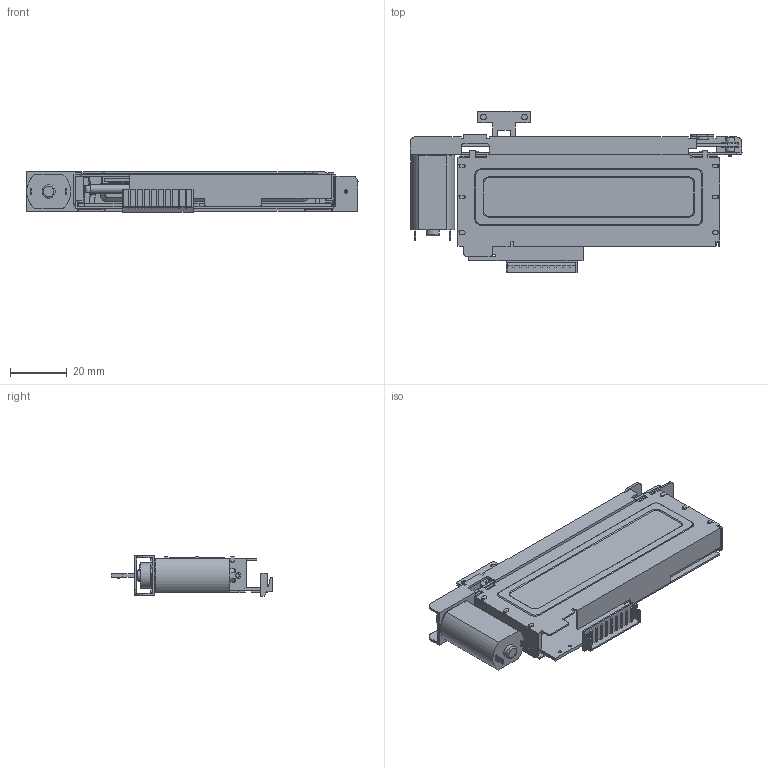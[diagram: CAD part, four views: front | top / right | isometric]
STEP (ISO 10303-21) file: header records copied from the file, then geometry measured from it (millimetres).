
FILE_DESCRIPTION((''),'2;1');
FILE_NAME('PSP60-082A-RC.stp','2019-10-25T15:19:46',('kak13012'),(''),'Autodesk Inventor 2010','Autodesk Inventor 2010','');
FILE_SCHEMA(('AUTOMOTIVE_DESIGN { 1 0 10303 214 1 1 1 1 }'));
Length unit declared in the file: millimetre
Products named in the file (1): PSP60-082A-RC
Bounding box: 117 x 56.81 x 14.32 mm (x, y, z)
Volume: 18960 mm3; surface area: 30228.6 mm2
Topology: 1 solids, 8 shells, 1013 faces, 3022 edges, 1953 vertices
Faces by surface type: plane 735, cylinder 181, bspline 68, cone 22, torus 7
Full cylindrical faces by diameter (mm): 0.6 x1, 1 x2, 1.2 x2, 1.4 x1, 1.42 x1, 1.45 x1, 1.5 x1, 1.9 x4, 2 x8, 2.5 x2, 3 x5, 3.42 x1, 4 x2, 4.1 x2, 4.7 x2, 4.9 x1, 6 x2, 7 x1
Entity records: 34637 total; most frequent: CARTESIAN_POINT 6531, ORIENTED_EDGE 5904, DIRECTION 5272, EDGE_CURVE 2952, VECTOR 2488, LINE 2488, VERTEX_POINT 1943, AXIS2_PLACEMENT_3D 1392
